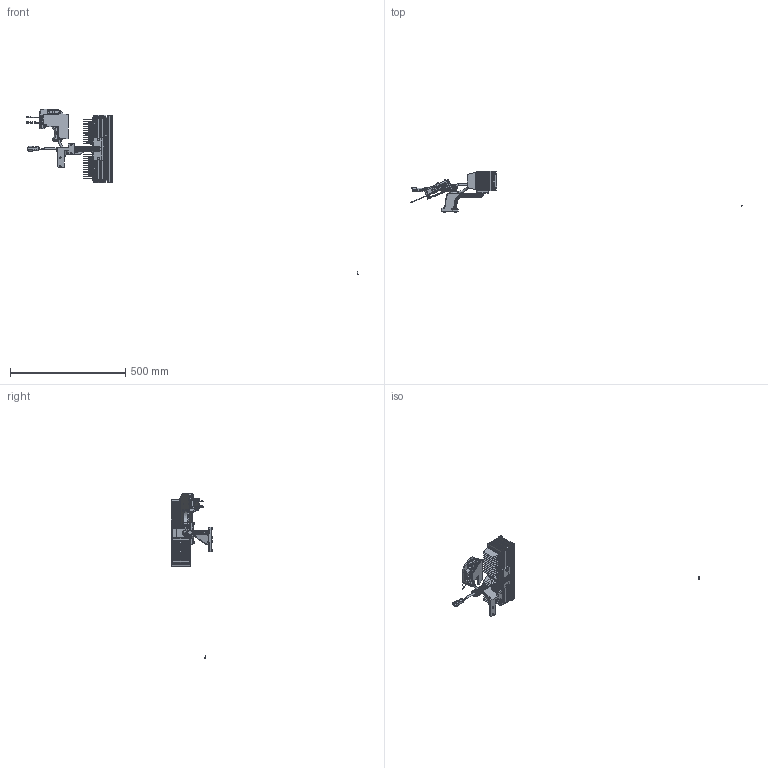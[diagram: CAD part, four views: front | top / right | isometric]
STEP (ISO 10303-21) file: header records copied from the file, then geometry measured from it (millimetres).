
FILE_DESCRIPTION (( 'STEP AP214' ), '1' );
FILE_NAME ('7085_7086.STEP', '2014-10-06T14:18:10', ( 'eb' ), ( '' ), 'SwSTEP 2.0', 'SolidWorks 2013', '' );
FILE_SCHEMA (( 'AUTOMOTIVE_DESIGN' ));
Length unit declared in the file: inch
Products named in the file (1): 7085_7086
Bounding box: 1438.54 x 179.35 x 716.3 mm (x, y, z)
Surface area: 601847.7 mm2 (no closed solid volume)
Topology: 0 solids, 9 shells, 2327 faces, 6359 edges, 4005 vertices
Faces by surface type: plane 1218, cylinder 639, bspline 363, torus 59, cone 25, sphere 23
Full cylindrical faces by diameter (mm): 1.524 x2, 1.575 x9, 1.778 x10, 2.159 x3, 2.54 x8, 2.565 x3, 2.819 x3, 3.01 x1, 3.023 x1, 3.302 x3, 4.305 x2, 4.318 x3, 4.801 x1, 4.826 x3, 5.563 x2, 6.35 x7, 6.731 x3, 7.938 x3, 8.001 x2, 8.636 x3, 9.169 x1, 9.398 x2, 11.1 x4, 17.78 x1, 22.606 x1
Entity records: 104731 total; most frequent: CARTESIAN_POINT 32717, ORIENTED_EDGE 12150, DIRECTION 9916, EDGE_CURVE 6126, VECTOR 4038, LINE 4038, VERTEX_POINT 3940, AXIS2_PLACEMENT_3D 2939
